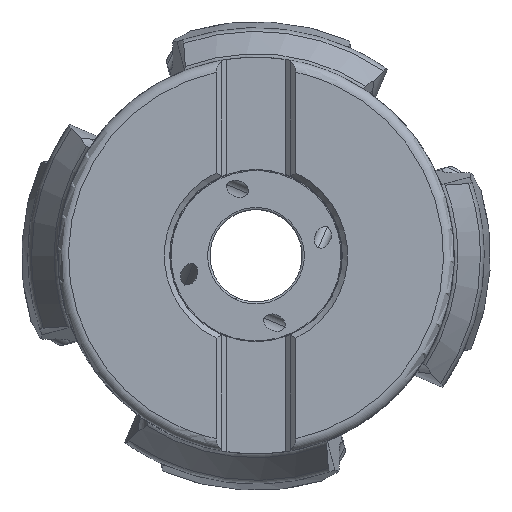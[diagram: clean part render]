
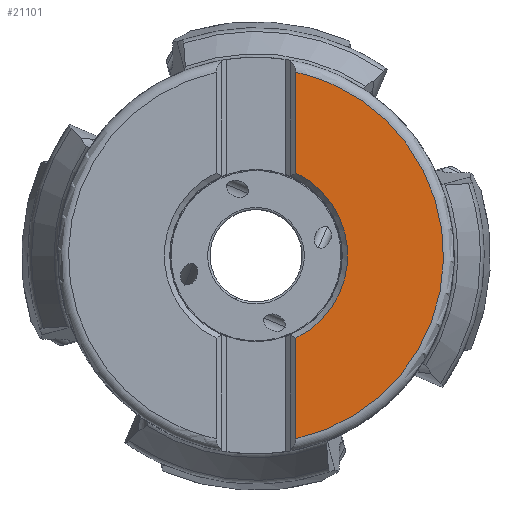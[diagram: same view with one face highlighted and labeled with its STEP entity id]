
A CAD part, top view. The second image highlights one B-rep face of the part: STEP entity #21101.
In plain terms, the highlighted planar face has unit normal (0, 0, 1).
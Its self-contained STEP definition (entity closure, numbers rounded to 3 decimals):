
#10462=CARTESIAN_POINT('',(7.35,33.785,
0.));
#10520=DIRECTION('',(0.,1.,0.));
#10521=VECTOR('',#10520,18.556);
#10522=CARTESIAN_POINT('',(7.35,-33.785,
0.));
#10523=LINE('',#10522,#10521);
#10524=CARTESIAN_POINT('',(0.,0.,0.));
#10525=DIRECTION('',(0.,0.,1.));
#10526=DIRECTION('',(0.435,-0.901,0.));
#10527=AXIS2_PLACEMENT_3D('',#10524,#10525,#10526);
#10529=DIRECTION('',(0.,1.,0.));
#10530=VECTOR('',#10529,18.556);
#10531=CARTESIAN_POINT('',(7.35,15.229,
0.));
#10532=LINE('',#10531,#10530);
#10533=CARTESIAN_POINT('',(0.,0.,0.));
#10534=DIRECTION('',(0.,0.,-1.));
#10535=DIRECTION('',(0.213,0.977,0.));
#10536=AXIS2_PLACEMENT_3D('',#10533,#10534,#10535);
#10538=CARTESIAN_POINT('',(0.,0.,0.));
#10539=DIRECTION('',(0.,0.,-1.));
#10540=DIRECTION('',(0.422,0.906,0.));
#10541=AXIS2_PLACEMENT_3D('',#10538,#10539,#10540);
#10700=CARTESIAN_POINT('',(7.35,15.229,
0.));
#12528=VERTEX_POINT('',#10462);
#12530=VERTEX_POINT('',#10700);
#12532=CARTESIAN_POINT('',(7.35,-33.785,
0.));
#12533=CARTESIAN_POINT('',(7.35,-15.229,
0.));
#12534=VERTEX_POINT('',#12532);
#12535=VERTEX_POINT('',#12533);
#12536=CARTESIAN_POINT('',(14.598,31.342,
0.));
#12537=VERTEX_POINT('',#12536);
#21087=CARTESIAN_POINT('',(13.709,-2.496,0.));
#21088=DIRECTION('',(0.,0.,1.));
#21089=DIRECTION('',(-0.423,-0.906,0.));
#21090=AXIS2_PLACEMENT_3D('',#21087,#21088,#21089);
#21091=PLANE('',#21090);
#21093=ORIENTED_EDGE('',*,*,#21092,.T.);
#21095=ORIENTED_EDGE('',*,*,#21094,.T.);
#21096=ORIENTED_EDGE('',*,*,#21069,.T.);
#21097=ORIENTED_EDGE('',*,*,#21023,.T.);
#21098=ORIENTED_EDGE('',*,*,#21021,.T.);
#21099=EDGE_LOOP('',(#21093,#21095,#21096,#21097,#21098));
#21100=FACE_OUTER_BOUND('',#21099,.F.);
#10528=CIRCLE('',#10527,16.91);
#10537=CIRCLE('',#10536,34.575);
#10542=CIRCLE('',#10541,34.575);
#21021=EDGE_CURVE('',#12537,#12534,#10542,.T.);
#21023=EDGE_CURVE('',#12528,#12537,#10537,.T.);
#21069=EDGE_CURVE('',#12530,#12528,#10532,.T.);
#21092=EDGE_CURVE('',#12534,#12535,#10523,.T.);
#21094=EDGE_CURVE('',#12535,#12530,#10528,.T.);
#21101=ADVANCED_FACE('',(#21100),#21091,.T.);
